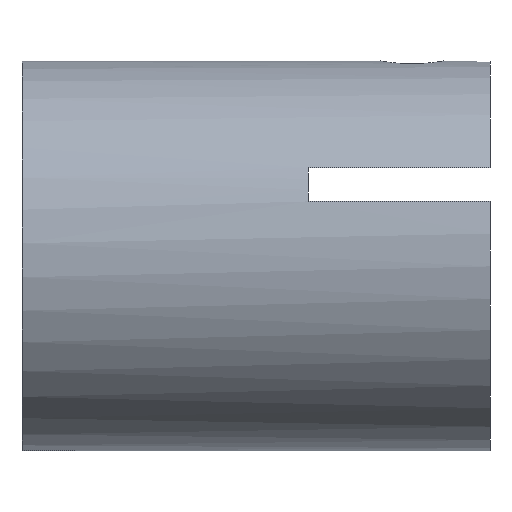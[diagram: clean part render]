
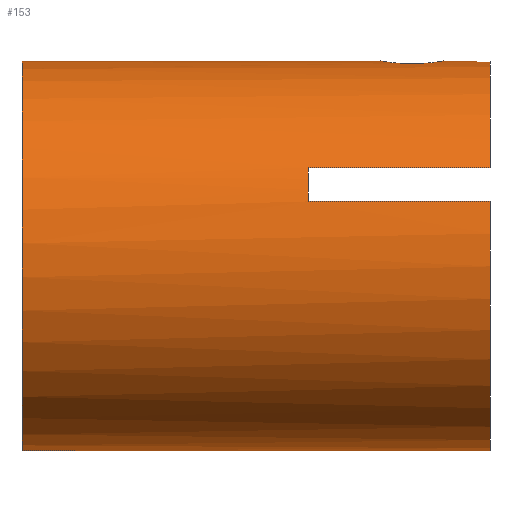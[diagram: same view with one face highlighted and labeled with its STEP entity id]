
A CAD part, front view. The second image highlights one B-rep face of the part: STEP entity #153.
In plain terms, the highlighted cylindrical face has radius 7.5 mm (diameter 15 mm), a full revolution.
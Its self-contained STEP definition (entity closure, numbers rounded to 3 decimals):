
#16=LINE('',#275,#24);
#18=LINE('',#278,#26);
#19=LINE('',#284,#27);
#20=LINE('',#288,#28);
#24=VECTOR('',#190,7.);
#26=VECTOR('',#192,7.);
#27=VECTOR('',#199,7.);
#28=VECTOR('',#202,7.);
#39=FACE_BOUND('',#66,.T.);
#40=FACE_BOUND('',#67,.T.);
#45=CIRCLE('',#167,7.5);
#46=CIRCLE('',#168,7.5);
#47=CIRCLE('',#169,7.5);
#48=CIRCLE('',#170,7.5);
#49=CIRCLE('',#171,7.5);
#54=FACE_OUTER_BOUND('',#65,.T.);
#65=EDGE_LOOP('',(#119,#120,#121,#122,#123,#124,#125,#126));
#66=EDGE_LOOP('',(#127));
#67=EDGE_LOOP('',(#128,#129));
#78=B_SPLINE_CURVE_WITH_KNOTS('',3,(#231,#232,#233,#234,#235,#236,#237,
#238,#239,#240,#241,#242,#243,#244,#245,#246,#247,#248),.UNSPECIFIED.,.F.,
 .F.,(4,2,2,2,2,2,2,2,4),(0.186,0.232,0.278,
0.325,0.371,0.418,0.464,
0.51,0.557),.UNSPECIFIED.);
#79=B_SPLINE_CURVE_WITH_KNOTS('',3,(#249,#250,#251,#252,#253,#254,#255,
#256,#257,#258,#259,#260,#261,#262,#263,#264,#265,#266,#267),
 .UNSPECIFIED.,.F.,.F.,(4,2,2,2,3,2,2,2,4),(0.557,0.603,
0.65,0.696,0.742,0.789,
0.835,0.882,0.928),.UNSPECIFIED.);
#80=VERTEX_POINT('',#229);
#81=VERTEX_POINT('',#230);
#83=VERTEX_POINT('',#271);
#84=VERTEX_POINT('',#272);
#85=VERTEX_POINT('',#274);
#86=VERTEX_POINT('',#276);
#87=VERTEX_POINT('',#281);
#88=VERTEX_POINT('',#283);
#89=VERTEX_POINT('',#285);
#90=VERTEX_POINT('',#287);
#91=VERTEX_POINT('',#290);
#94=EDGE_CURVE('',#80,#81,#78,.T.);
#95=EDGE_CURVE('',#81,#80,#79,.T.);
#98=EDGE_CURVE('',#83,#85,#16,.T.);
#100=EDGE_CURVE('',#84,#86,#18,.T.);
#101=EDGE_CURVE('',#85,#86,#45,.T.);
#102=EDGE_CURVE('',#87,#83,#46,.T.);
#103=EDGE_CURVE('',#87,#88,#19,.T.);
#104=EDGE_CURVE('',#89,#88,#47,.T.);
#105=EDGE_CURVE('',#90,#89,#20,.T.);
#106=EDGE_CURVE('',#84,#90,#48,.T.);
#107=EDGE_CURVE('',#91,#91,#49,.T.);
#119=ORIENTED_EDGE('',*,*,#100,.T.);
#120=ORIENTED_EDGE('',*,*,#101,.F.);
#121=ORIENTED_EDGE('',*,*,#98,.F.);
#122=ORIENTED_EDGE('',*,*,#102,.F.);
#123=ORIENTED_EDGE('',*,*,#103,.T.);
#124=ORIENTED_EDGE('',*,*,#104,.F.);
#125=ORIENTED_EDGE('',*,*,#105,.F.);
#126=ORIENTED_EDGE('',*,*,#106,.F.);
#127=ORIENTED_EDGE('',*,*,#107,.F.);
#128=ORIENTED_EDGE('',*,*,#94,.T.);
#129=ORIENTED_EDGE('',*,*,#95,.T.);
#149=CYLINDRICAL_SURFACE('',#166,7.5);
#153=ADVANCED_FACE('',(#54,#39,#40),#149,.T.);
#166=AXIS2_PLACEMENT_3D('',#279,#193,#194);
#167=AXIS2_PLACEMENT_3D('',#280,#195,#196);
#168=AXIS2_PLACEMENT_3D('',#282,#197,#198);
#169=AXIS2_PLACEMENT_3D('',#286,#200,#201);
#170=AXIS2_PLACEMENT_3D('',#289,#203,#204);
#171=AXIS2_PLACEMENT_3D('',#291,#205,#206);
#190=DIRECTION('',(1.,0.,0.));
#192=DIRECTION('',(1.,0.,0.));
#193=DIRECTION('center_axis',(-1.,0.,0.));
#194=DIRECTION('ref_axis',(0.,1.,0.));
#195=DIRECTION('center_axis',(1.,0.,0.));
#196=DIRECTION('ref_axis',(0.,-0.96,0.28));
#197=DIRECTION('center_axis',(1.,0.,0.));
#198=DIRECTION('ref_axis',(0.,1.,0.));
#199=DIRECTION('',(1.,0.,0.));
#200=DIRECTION('center_axis',(1.,0.,0.));
#201=DIRECTION('ref_axis',(0.,1.,0.));
#202=DIRECTION('',(1.,0.,0.));
#203=DIRECTION('center_axis',(1.,0.,0.));
#204=DIRECTION('ref_axis',(0.,1.,0.));
#205=DIRECTION('center_axis',(-1.,0.,0.));
#206=DIRECTION('ref_axis',(0.,-0.96,0.28));
#229=CARTESIAN_POINT('',(5.23,0.,7.5));
#230=CARTESIAN_POINT('',(2.771,0.,7.5));
#231=CARTESIAN_POINT('Ctrl Pts',(5.23,0.,7.5));
#232=CARTESIAN_POINT('Ctrl Pts',(5.23,-0.155,7.5));
#233=CARTESIAN_POINT('Ctrl Pts',(5.199,-0.319,7.495));
#234=CARTESIAN_POINT('Ctrl Pts',(5.073,-0.622,7.476));
#235=CARTESIAN_POINT('Ctrl Pts',(4.978,-0.76,7.462));
#236=CARTESIAN_POINT('Ctrl Pts',(4.76,-0.978,7.437));
#237=CARTESIAN_POINT('Ctrl Pts',(4.622,-1.073,7.423));
#238=CARTESIAN_POINT('Ctrl Pts',(4.319,-1.199,7.404));
#239=CARTESIAN_POINT('Ctrl Pts',(4.155,-1.23,7.399));
#240=CARTESIAN_POINT('Ctrl Pts',(3.845,-1.23,7.399));
#241=CARTESIAN_POINT('Ctrl Pts',(3.681,-1.199,7.404));
#242=CARTESIAN_POINT('Ctrl Pts',(3.378,-1.073,7.423));
#243=CARTESIAN_POINT('Ctrl Pts',(3.24,-0.978,7.437));
#244=CARTESIAN_POINT('Ctrl Pts',(3.022,-0.76,7.462));
#245=CARTESIAN_POINT('Ctrl Pts',(2.927,-0.622,7.476));
#246=CARTESIAN_POINT('Ctrl Pts',(2.801,-0.319,7.495));
#247=CARTESIAN_POINT('Ctrl Pts',(2.771,-0.155,7.5));
#248=CARTESIAN_POINT('Ctrl Pts',(2.771,0.,7.5));
#249=CARTESIAN_POINT('Ctrl Pts',(2.771,0.,7.5));
#250=CARTESIAN_POINT('Ctrl Pts',(2.771,0.155,7.5));
#251=CARTESIAN_POINT('Ctrl Pts',(2.801,0.319,7.495));
#252=CARTESIAN_POINT('Ctrl Pts',(2.927,0.622,7.476));
#253=CARTESIAN_POINT('Ctrl Pts',(3.022,0.76,7.462));
#254=CARTESIAN_POINT('Ctrl Pts',(3.24,0.978,7.437));
#255=CARTESIAN_POINT('Ctrl Pts',(3.378,1.073,7.423));
#256=CARTESIAN_POINT('Ctrl Pts',(3.681,1.199,7.404));
#257=CARTESIAN_POINT('Ctrl Pts',(3.845,1.23,7.399));
#258=CARTESIAN_POINT('Ctrl Pts',(4.,1.23,7.399));
#259=CARTESIAN_POINT('Ctrl Pts',(4.155,1.23,7.399));
#260=CARTESIAN_POINT('Ctrl Pts',(4.319,1.199,7.404));
#261=CARTESIAN_POINT('Ctrl Pts',(4.622,1.073,7.423));
#262=CARTESIAN_POINT('Ctrl Pts',(4.76,0.978,7.437));
#263=CARTESIAN_POINT('Ctrl Pts',(4.978,0.76,7.462));
#264=CARTESIAN_POINT('Ctrl Pts',(5.073,0.622,7.476));
#265=CARTESIAN_POINT('Ctrl Pts',(5.199,0.319,7.495));
#266=CARTESIAN_POINT('Ctrl Pts',(5.23,0.155,7.5));
#267=CARTESIAN_POINT('Ctrl Pts',(5.23,0.,7.5));
#271=CARTESIAN_POINT('',(0.,-7.2,2.1));
#272=CARTESIAN_POINT('',(0.,7.2,2.1));
#274=CARTESIAN_POINT('',(7.,-7.2,2.1));
#275=CARTESIAN_POINT('',(0.,-7.2,2.1));
#276=CARTESIAN_POINT('',(7.,7.2,2.1));
#278=CARTESIAN_POINT('',(0.,7.2,2.1));
#279=CARTESIAN_POINT('Origin',(0.,0.,0.));
#280=CARTESIAN_POINT('Origin',(7.,0.,0.));
#281=CARTESIAN_POINT('',(0.,-6.685,3.4));
#282=CARTESIAN_POINT('Origin',(0.,0.,0.));
#283=CARTESIAN_POINT('',(7.,-6.685,3.4));
#284=CARTESIAN_POINT('',(0.,-6.685,3.4));
#285=CARTESIAN_POINT('',(7.,6.685,3.4));
#286=CARTESIAN_POINT('Origin',(7.,0.,0.));
#287=CARTESIAN_POINT('',(0.,6.685,3.4));
#288=CARTESIAN_POINT('',(0.,6.685,3.4));
#289=CARTESIAN_POINT('Origin',(0.,0.,0.));
#290=CARTESIAN_POINT('',(-11.,-7.2,-2.1));
#291=CARTESIAN_POINT('Origin',(-11.,0.,0.));
